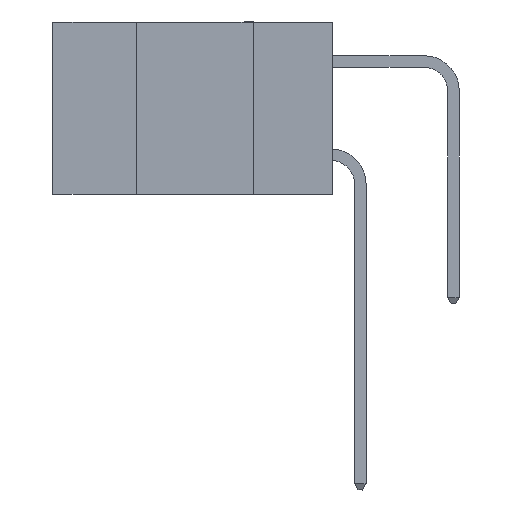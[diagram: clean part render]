
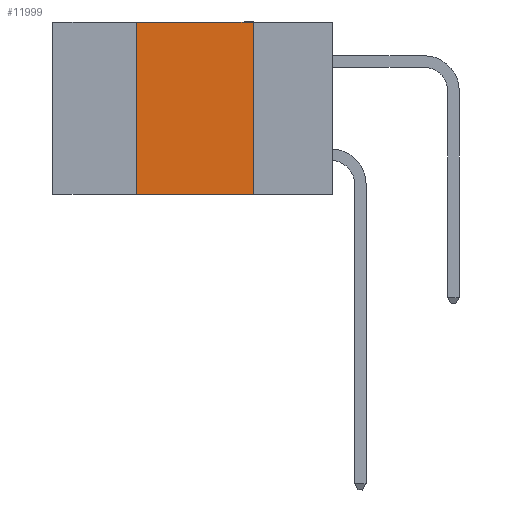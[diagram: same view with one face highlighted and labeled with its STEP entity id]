
A CAD part, left-side view. The second image highlights one B-rep face of the part: STEP entity #11999.
In plain terms, the highlighted planar face has unit normal (-1, 0, 0).
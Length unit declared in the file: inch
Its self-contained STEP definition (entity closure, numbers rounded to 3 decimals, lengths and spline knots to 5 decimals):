
#642 = CARTESIAN_POINT ( 'NONE',  ( 0., 0.6, 0. ) ) ;
#934 = VERTEX_POINT ( 'NONE', #5978 ) ;
#2261 = EDGE_CURVE ( 'NONE', #16484, #17615, #11582, .T. ) ;
#2675 = LINE ( 'NONE', #7160, #8716 ) ;
#3084 = DIRECTION ( 'NONE',  ( 0., 0., -1. ) ) ;
#3193 = EDGE_CURVE ( 'NONE', #934, #17615, #2675, .T. ) ;
#3210 = ORIENTED_EDGE ( 'NONE', *, *, #4135, .F. ) ;
#4021 = VECTOR ( 'NONE', #25741, 39.37008 ) ;
#4135 = EDGE_CURVE ( 'NONE', #13836, #934, #18661, .T. ) ;
#5933 = CARTESIAN_POINT ( 'NONE',  ( 0., 0.6, -0.37 ) ) ;
#5978 = CARTESIAN_POINT ( 'NONE',  ( 0., 0.17, 0. ) ) ;
#6460 = ORIENTED_EDGE ( 'NONE', *, *, #21844, .F. ) ;
#7160 = CARTESIAN_POINT ( 'NONE',  ( 0., 0.17, 0. ) ) ;
#7945 = DIRECTION ( 'NONE',  ( 1., 0., 0. ) ) ;
#8111 = CARTESIAN_POINT ( 'NONE',  ( 0., 0.6, 0. ) ) ;
#8716 = VECTOR ( 'NONE', #3084, 39.37008 ) ;
#9445 = CARTESIAN_POINT ( 'NONE',  ( 0., 0.42, -0.37 ) ) ;
#10021 = CARTESIAN_POINT ( 'NONE',  ( 0., 0.42, 0. ) ) ;
#11582 = LINE ( 'NONE', #5933, #4021 ) ;
#11999 = ADVANCED_FACE ( 'NONE', ( #19132 ), #15935, .F. ) ;
#12301 = VECTOR ( 'NONE', #15735, 39.37008 ) ;
#12885 = CARTESIAN_POINT ( 'NONE',  ( 0., 0.42, 0. ) ) ;
#13405 = AXIS2_PLACEMENT_3D ( 'NONE', #8111, #7945, #13847 ) ;
#13836 = VERTEX_POINT ( 'NONE', #12885 ) ;
#13847 = DIRECTION ( 'NONE',  ( 0., 0., -1. ) ) ;
#15735 = DIRECTION ( 'NONE',  ( 0., 0., 1. ) ) ;
#15935 = PLANE ( 'NONE',  #13405 ) ;
#16484 = VERTEX_POINT ( 'NONE', #9445 ) ;
#16982 = ORIENTED_EDGE ( 'NONE', *, *, #2261, .T. ) ;
#17615 = VERTEX_POINT ( 'NONE', #25468 ) ;
#18661 = LINE ( 'NONE', #642, #25870 ) ;
#19132 = FACE_OUTER_BOUND ( 'NONE', #24574, .T. ) ;
#19144 = LINE ( 'NONE', #10021, #12301 ) ;
#20283 = ORIENTED_EDGE ( 'NONE', *, *, #3193, .F. ) ;
#21844 = EDGE_CURVE ( 'NONE', #16484, #13836, #19144, .T. ) ;
#22604 = DIRECTION ( 'NONE',  ( 0., -1., 0. ) ) ;
#24574 = EDGE_LOOP ( 'NONE', ( #20283, #3210, #6460, #16982 ) ) ;
#25468 = CARTESIAN_POINT ( 'NONE',  ( 0., 0.17, -0.37 ) ) ;
#25741 = DIRECTION ( 'NONE',  ( 0., -1., 0. ) ) ;
#25870 = VECTOR ( 'NONE', #22604, 39.37008 ) ;
